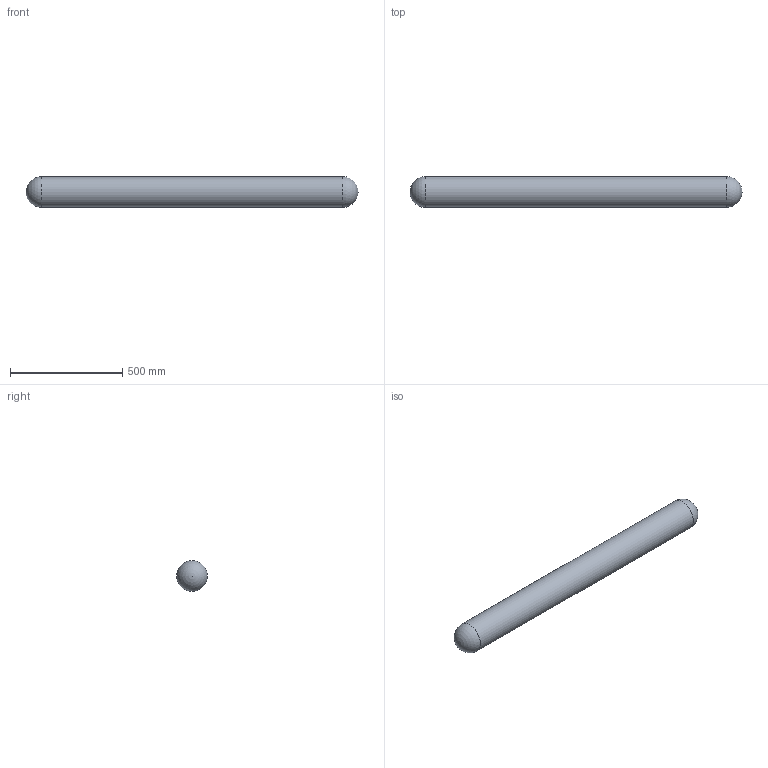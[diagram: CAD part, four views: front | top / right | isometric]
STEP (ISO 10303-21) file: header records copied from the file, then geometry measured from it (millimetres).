
FILE_DESCRIPTION(/* description */ (''),/* implementation_level */ '2;1');
FILE_NAME(/* name */ 'NSP-7 Radar v1.step',/* time_stamp */ '2022-01-05T13:20:57-08:00',/* author */ (''),/* organization */ (''),/* preprocessor_version */ 'ST-DEVELOPER v18.1',/* originating_system */ 'Autodesk Translation Framework v10.10.0.1391',/* authorisation */ '');
FILE_SCHEMA (('AUTOMOTIVE_DESIGN { 1 0 10303 214 3 1 1 }'));
Length unit declared in the file: foot
Products named in the file (1): NSP-7 Radar
Bounding box: 1475.74 x 137.16 x 137.16 mm (x, y, z)
Volume: 21129389.3 mm3; surface area: 635897.6 mm2
Topology: 1 solids, 1 shells, 3 faces, 9 edges, 6 vertices
Faces by surface type: sphere 2, cylinder 1
Full cylindrical faces by diameter (mm): 137.16 x1
Entity records: 141 total; most frequent: DIRECTION 21, CARTESIAN_POINT 17, ORIENTED_EDGE 14, AXIS2_PLACEMENT_3D 10, EDGE_CURVE 7, CIRCLE 6, VERTEX_POINT 6, FACE_OUTER_BOUND 3
